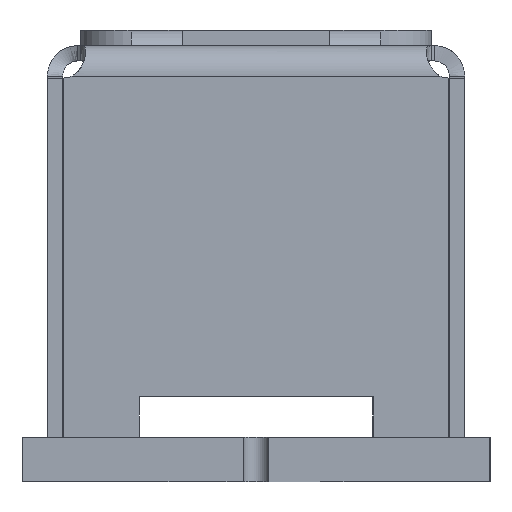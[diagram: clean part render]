
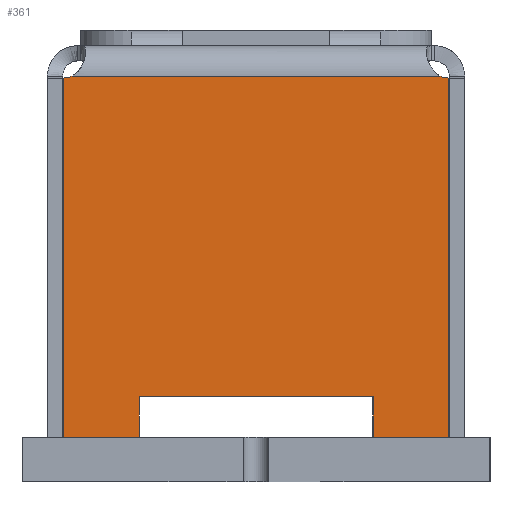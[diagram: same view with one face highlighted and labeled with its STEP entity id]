
A CAD part, left-side view. The second image highlights one B-rep face of the part: STEP entity #361.
In plain terms, the highlighted planar face has unit normal (-1, 0, 0).
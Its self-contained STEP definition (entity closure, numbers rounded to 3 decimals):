
#361=ADVANCED_FACE('',(#5978),#5980,.F.);
#5978=FACE_BOUND('',#5979,.T.);
#5979=EDGE_LOOP('',(#13553,#13554,#13555,#13556,#13557,#13558,#13559,#13560,#13561,
#13562));
#5980=PLANE('',#5981);
#5981=AXIS2_PLACEMENT_3D('',#5982,#5983,#5984);
#5982=CARTESIAN_POINT('',(0.5,4.6,7.7));
#5983=DIRECTION('',(1.,0.,0.));
#5984=DIRECTION('',(0.,0.,-1.));
#13553=ORIENTED_EDGE('',*,*,#16581,.T.);
#13554=ORIENTED_EDGE('',*,*,#16787,.F.);
#13555=ORIENTED_EDGE('',*,*,#16788,.F.);
#13556=ORIENTED_EDGE('',*,*,#16789,.F.);
#13557=ORIENTED_EDGE('',*,*,#16790,.T.);
#13558=ORIENTED_EDGE('',*,*,#16785,.F.);
#13559=ORIENTED_EDGE('',*,*,#16791,.T.);
#13560=ORIENTED_EDGE('',*,*,#16777,.F.);
#13561=ORIENTED_EDGE('',*,*,#16792,.F.);
#13562=ORIENTED_EDGE('',*,*,#16793,.T.);
#16581=EDGE_CURVE('',#18253,#18251,#18254,.T.);
#16777=EDGE_CURVE('',#18610,#18611,#18612,.T.);
#16785=EDGE_CURVE('',#18623,#18625,#18626,.T.);
#16787=EDGE_CURVE('',#18628,#18251,#18629,.T.);
#16788=EDGE_CURVE('',#18630,#18628,#18631,.T.);
#16789=EDGE_CURVE('',#18632,#18630,#18633,.T.);
#16790=EDGE_CURVE('',#18632,#18625,#18634,.T.);
#16791=EDGE_CURVE('',#18623,#18611,#18635,.T.);
#16792=EDGE_CURVE('',#18636,#18610,#18637,.T.);
#16793=EDGE_CURVE('',#18636,#18253,#18638,.T.);
#18251=VERTEX_POINT('',#21048);
#18253=VERTEX_POINT('',#21052);
#18254=LINE('',#21053,#21054);
#18610=VERTEX_POINT('',#22015);
#18611=VERTEX_POINT('',#22016);
#18612=LINE('',#22017,#22018);
#18623=VERTEX_POINT('',#22104);
#18625=VERTEX_POINT('',#22108);
#18626=LINE('',#22109,#22110);
#18628=VERTEX_POINT('',#22115);
#18629=LINE('',#22116,#22117);
#18630=VERTEX_POINT('',#22119);
#18631=LINE('',#22120,#22121);
#18632=VERTEX_POINT('',#22123);
#18633=LINE('',#22124,#22125);
#18634=LINE('',#22127,#22128);
#18635=CIRCLE('',#22130,0.45);
#18636=VERTEX_POINT('',#22134);
#18637=CIRCLE('',#22135,0.45);
#18638=LINE('',#22139,#22140);
#21048=CARTESIAN_POINT('',(0.5,6.9,0.));
#21052=CARTESIAN_POINT('',(0.5,8.393,0.));
#21053=CARTESIAN_POINT('',(0.5,8.393,0.));
#21054=VECTOR('',#21055,1.);
#21055=DIRECTION('',(0.,-1.,0.));
#22015=CARTESIAN_POINT('',(0.5,8.216,7.1));
#22016=CARTESIAN_POINT('',(0.5,0.984,7.1));
#22017=CARTESIAN_POINT('',(0.5,8.216,7.1));
#22018=VECTOR('',#22019,1.);
#22019=DIRECTION('',(0.,-1.,0.));
#22104=CARTESIAN_POINT('',(0.5,0.807,7.064));
#22108=CARTESIAN_POINT('',(0.5,0.807,0.));
#22109=CARTESIAN_POINT('',(0.5,0.807,7.064));
#22110=VECTOR('',#22111,1.);
#22111=DIRECTION('',(0.,0.,-1.));
#22115=CARTESIAN_POINT('',(0.5,6.9,0.8));
#22116=CARTESIAN_POINT('',(0.5,6.9,0.8));
#22117=VECTOR('',#22118,1.);
#22118=DIRECTION('',(0.,0.,-1.));
#22119=CARTESIAN_POINT('',(0.5,2.3,0.8));
#22120=CARTESIAN_POINT('',(0.5,2.3,0.8));
#22121=VECTOR('',#22122,1.);
#22122=DIRECTION('',(0.,1.,0.));
#22123=CARTESIAN_POINT('',(0.5,2.3,0.));
#22124=CARTESIAN_POINT('',(0.5,2.3,0.));
#22125=VECTOR('',#22126,1.);
#22126=DIRECTION('',(0.,0.,1.));
#22127=CARTESIAN_POINT('',(0.5,2.3,0.));
#22128=VECTOR('',#22129,1.);
#22129=DIRECTION('',(0.,-1.,0.));
#22130=AXIS2_PLACEMENT_3D('',#22131,#22132,#22133);
#22131=CARTESIAN_POINT('',(0.5,0.807,7.514));
#22132=DIRECTION('',(1.,0.,0.));
#22133=DIRECTION('',(0.,0.,-1.));
#22134=CARTESIAN_POINT('',(0.5,8.393,7.064));
#22135=AXIS2_PLACEMENT_3D('',#22136,#22137,#22138);
#22136=CARTESIAN_POINT('',(0.5,8.393,7.514));
#22137=DIRECTION('',(-1.,0.,0.));
#22138=DIRECTION('',(0.,0.,-1.));
#22139=CARTESIAN_POINT('',(0.5,8.393,7.064));
#22140=VECTOR('',#22141,1.);
#22141=DIRECTION('',(0.,0.,-1.));
